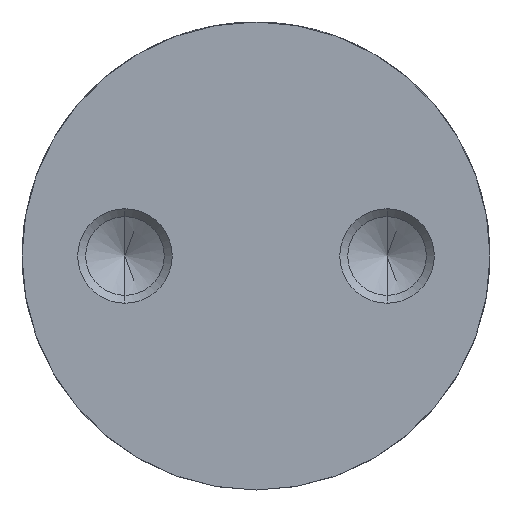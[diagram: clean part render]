
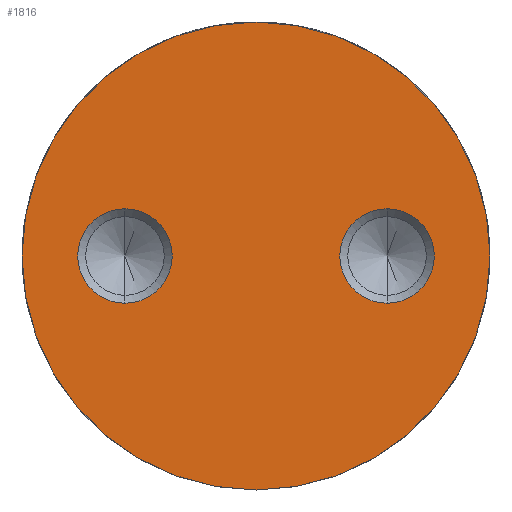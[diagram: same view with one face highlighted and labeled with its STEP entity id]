
A CAD part, left-side view. The second image highlights one B-rep face of the part: STEP entity #1816.
In plain terms, the highlighted planar face has unit normal (-1, 0, 0).
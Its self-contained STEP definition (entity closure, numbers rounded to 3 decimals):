
#16 = DIRECTION ( 'NONE',  ( 0., 0., 1. ) ) ;
#17 = DIRECTION ( 'NONE',  ( -1., 0., 0. ) ) ;
#38 = AXIS2_PLACEMENT_3D ( 'NONE', #437, #1415, #1134 ) ;
#93 = DIRECTION ( 'NONE',  ( -1., 0., 0. ) ) ;
#106 = ORIENTED_EDGE ( 'NONE', *, *, #1272, .F. ) ;
#124 = AXIS2_PLACEMENT_3D ( 'NONE', #1571, #850, #16 ) ;
#192 = FACE_BOUND ( 'NONE', #708, .T. ) ;
#235 = DIRECTION ( 'NONE',  ( 0., 0., 1. ) ) ;
#283 = CIRCLE ( 'NONE', #38, 12.5 ) ;
#310 = AXIS2_PLACEMENT_3D ( 'NONE', #1670, #1813, #1417 ) ;
#347 = EDGE_CURVE ( 'NONE', #1148, #794, #1794, .T. ) ;
#437 = CARTESIAN_POINT ( 'NONE',  ( -45.2, 0., 0. ) ) ;
#460 = FACE_OUTER_BOUND ( 'NONE', #1208, .T. ) ;
#500 = EDGE_CURVE ( 'NONE', #531, #597, #1167, .T. ) ;
#507 = CARTESIAN_POINT ( 'NONE',  ( -45.2, 7., 0. ) ) ;
#512 = CARTESIAN_POINT ( 'NONE',  ( -45.2, -7., 0. ) ) ;
#516 = AXIS2_PLACEMENT_3D ( 'NONE', #1206, #93, #1777 ) ;
#531 = VERTEX_POINT ( 'NONE', #772 ) ;
#560 = EDGE_CURVE ( 'NONE', #1324, #1711, #1114, .T. ) ;
#593 = AXIS2_PLACEMENT_3D ( 'NONE', #721, #17, #1568 ) ;
#597 = VERTEX_POINT ( 'NONE', #1759 ) ;
#628 = CARTESIAN_POINT ( 'NONE',  ( -45.2, 0., 12.5 ) ) ;
#649 = DIRECTION ( 'NONE',  ( 0., 0., 1. ) ) ;
#708 = EDGE_LOOP ( 'NONE', ( #1667, #1521 ) ) ;
#721 = CARTESIAN_POINT ( 'NONE',  ( -45.2, 7., 0. ) ) ;
#772 = CARTESIAN_POINT ( 'NONE',  ( -45.2, -7., -2.525 ) ) ;
#794 = VERTEX_POINT ( 'NONE', #841 ) ;
#802 = PLANE ( 'NONE',  #516 ) ;
#841 = CARTESIAN_POINT ( 'NONE',  ( -45.2, 0., -12.5 ) ) ;
#850 = DIRECTION ( 'NONE',  ( -1., 0., 0. ) ) ;
#861 = CARTESIAN_POINT ( 'NONE',  ( -45.2, 7., 2.525 ) ) ;
#871 = CARTESIAN_POINT ( 'NONE',  ( -45.2, 7., -2.525 ) ) ;
#882 = ORIENTED_EDGE ( 'NONE', *, *, #500, .F. ) ;
#941 = EDGE_CURVE ( 'NONE', #794, #1148, #283, .T. ) ;
#961 = ORIENTED_EDGE ( 'NONE', *, *, #347, .F. ) ;
#996 = AXIS2_PLACEMENT_3D ( 'NONE', #507, #1489, #649 ) ;
#1042 = FACE_BOUND ( 'NONE', #1796, .T. ) ;
#1058 = DIRECTION ( 'NONE',  ( -1., 0., 0. ) ) ;
#1114 = CIRCLE ( 'NONE', #996, 2.525 ) ;
#1134 = DIRECTION ( 'NONE',  ( 0., 0., -1. ) ) ;
#1148 = VERTEX_POINT ( 'NONE', #628 ) ;
#1149 = ORIENTED_EDGE ( 'NONE', *, *, #941, .F. ) ;
#1167 = CIRCLE ( 'NONE', #1313, 2.525 ) ;
#1206 = CARTESIAN_POINT ( 'NONE',  ( -45.2, 12.5, 0. ) ) ;
#1208 = EDGE_LOOP ( 'NONE', ( #1149, #961 ) ) ;
#1272 = EDGE_CURVE ( 'NONE', #597, #531, #1724, .T. ) ;
#1313 = AXIS2_PLACEMENT_3D ( 'NONE', #512, #1058, #235 ) ;
#1324 = VERTEX_POINT ( 'NONE', #871 ) ;
#1415 = DIRECTION ( 'NONE',  ( 1., 0., 0. ) ) ;
#1417 = DIRECTION ( 'NONE',  ( 0., 0., -1. ) ) ;
#1489 = DIRECTION ( 'NONE',  ( -1., 0., 0. ) ) ;
#1521 = ORIENTED_EDGE ( 'NONE', *, *, #560, .F. ) ;
#1568 = DIRECTION ( 'NONE',  ( 0., 0., 1. ) ) ;
#1571 = CARTESIAN_POINT ( 'NONE',  ( -45.2, -7., 0. ) ) ;
#1667 = ORIENTED_EDGE ( 'NONE', *, *, #1687, .F. ) ;
#1670 = CARTESIAN_POINT ( 'NONE',  ( -45.2, 0., 0. ) ) ;
#1687 = EDGE_CURVE ( 'NONE', #1711, #1324, #1763, .T. ) ;
#1711 = VERTEX_POINT ( 'NONE', #861 ) ;
#1724 = CIRCLE ( 'NONE', #124, 2.525 ) ;
#1759 = CARTESIAN_POINT ( 'NONE',  ( -45.2, -7., 2.525 ) ) ;
#1763 = CIRCLE ( 'NONE', #593, 2.525 ) ;
#1777 = DIRECTION ( 'NONE',  ( 0., 0., 1. ) ) ;
#1794 = CIRCLE ( 'NONE', #310, 12.5 ) ;
#1796 = EDGE_LOOP ( 'NONE', ( #106, #882 ) ) ;
#1813 = DIRECTION ( 'NONE',  ( 1., 0., 0. ) ) ;
#1816 = ADVANCED_FACE ( 'NONE', ( #192, #1042, #460 ), #802, .T. ) ;
